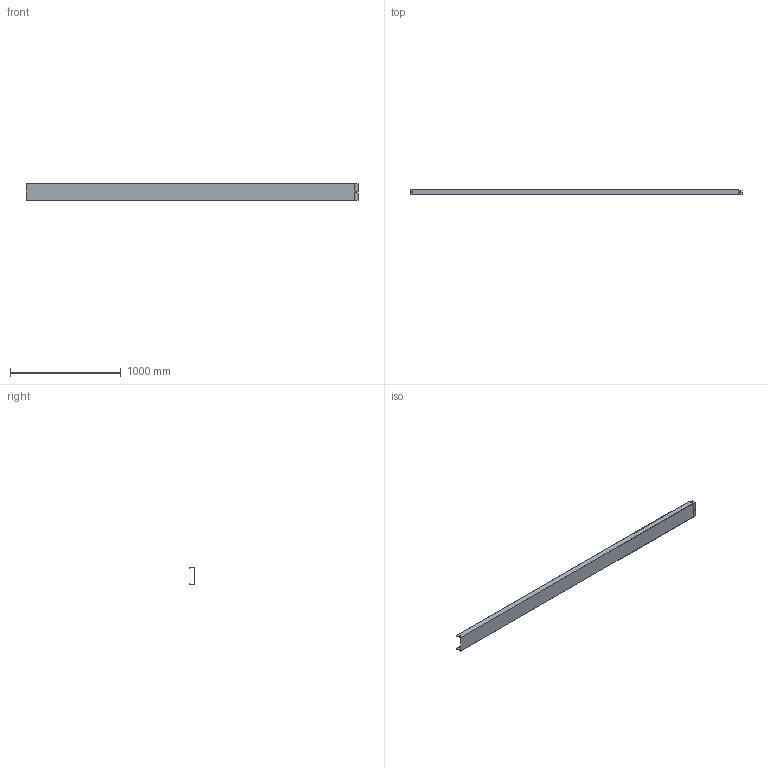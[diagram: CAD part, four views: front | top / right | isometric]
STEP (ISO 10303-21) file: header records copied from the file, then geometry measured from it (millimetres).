
FILE_DESCRIPTION (( 'STEP AP203' ), '1' );
FILE_NAME ('CLN10-050-150-3 Ëîòîê íåïåðôîðèðîâàííûé 50õ150õ3000 ÈÝÊ.STEP', '2016-02-04T07:46:50', ( '' ), ( '' ), 'SwSTEP 2.0', 'SolidWorks 2014', '' );
FILE_SCHEMA (( 'CONFIG_CONTROL_DESIGN' ));
Length unit declared in the file: millimetre
Products named in the file (1): CLN10-050-150-3 Ëîòîê íåïåðôîðèðîâàííûé 50õ150õ3000 ÈÝÊ
Bounding box: 3000 x 50 x 150 mm (x, y, z)
Volume: 552852.2 mm3; surface area: 1584135 mm2
Topology: 1 solids, 1 shells, 51 faces, 147 edges, 98 vertices
Faces by surface type: plane 43, cylinder 8
Entity records: 1755 total; most frequent: CARTESIAN_POINT 300, ORIENTED_EDGE 294, DIRECTION 266, EDGE_CURVE 147, LINE 130, VECTOR 130, VERTEX_POINT 98, AXIS2_PLACEMENT_3D 68
